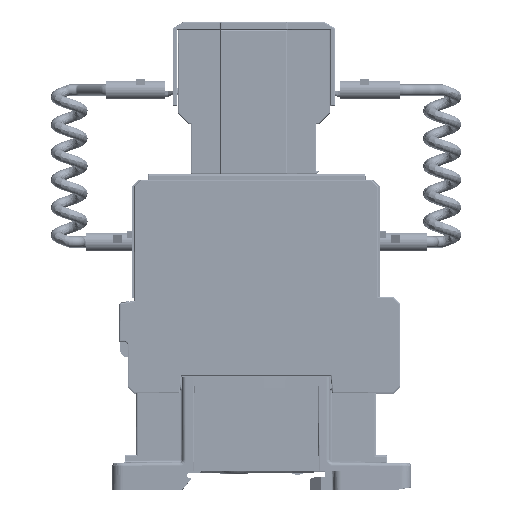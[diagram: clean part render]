
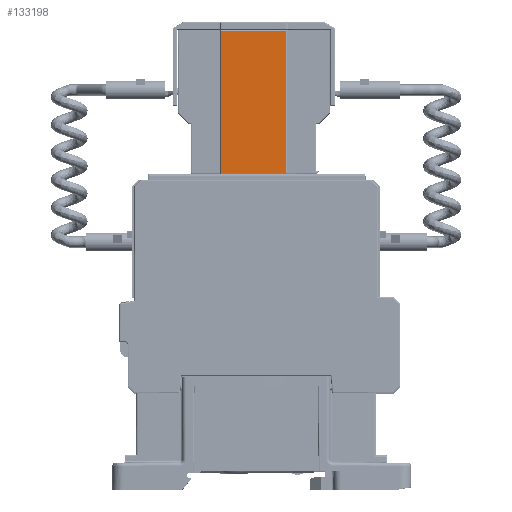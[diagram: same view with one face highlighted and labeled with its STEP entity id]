
A CAD part, top view. The second image highlights one B-rep face of the part: STEP entity #133198.
In plain terms, the highlighted planar face has unit normal (0, 0, 1).
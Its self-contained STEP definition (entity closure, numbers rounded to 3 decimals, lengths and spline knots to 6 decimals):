
#106512=DIRECTION('',(1.,0.,0.));
#106513=VECTOR('',#106512,0.0175);
#106514=CARTESIAN_POINT('',(0.085055,0.005302,
-0.064645));
#106515=LINE('',#106514,#106513);
#106516=DIRECTION('',(0.,-1.,0.));
#106517=VECTOR('',#106516,0.0384);
#106518=CARTESIAN_POINT('',(0.085055,0.043702,
-0.064645));
#106519=LINE('',#106518,#106517);
#106520=CARTESIAN_POINT('',(0.085055,0.005302,
-0.064645));
#106533=CARTESIAN_POINT('',(0.085055,0.043702,
-0.064645));
#106553=CARTESIAN_POINT('',(0.102555,0.043702,
-0.064645));
#106555=DIRECTION('',(-1.,0.,0.));
#106556=VECTOR('',#106555,0.0175);
#106557=CARTESIAN_POINT('',(0.102555,0.043702,
-0.064645));
#106558=LINE('',#106557,#106556);
#106559=DIRECTION('',(0.,1.,0.));
#106560=VECTOR('',#106559,0.0384);
#106561=CARTESIAN_POINT('',(0.102555,0.005302,
-0.064645));
#106562=LINE('',#106561,#106560);
#118374=CARTESIAN_POINT('',(0.102555,0.005302,
-0.064645));
#118375=VERTEX_POINT('',#118374);
#118376=VERTEX_POINT('',#106520);
#118377=VERTEX_POINT('',#106533);
#118378=VERTEX_POINT('',#106553);
#133187=CARTESIAN_POINT('',(0.084755,0.005002,
-0.064645));
#133188=DIRECTION('',(0.,0.,-1.));
#133189=DIRECTION('',(1.,0.,0.));
#133190=AXIS2_PLACEMENT_3D('',#133187,#133188,#133189);
#133191=PLANE('',#133190);
#133192=ORIENTED_EDGE('',*,*,#133130,.F.);
#133193=ORIENTED_EDGE('',*,*,#133154,.F.);
#133194=ORIENTED_EDGE('',*,*,#133171,.F.);
#133195=ORIENTED_EDGE('',*,*,#133110,.F.);
#133196=EDGE_LOOP('',(#133192,#133193,#133194,#133195));
#133197=FACE_OUTER_BOUND('',#133196,.F.);
#133110=EDGE_CURVE('',#118376,#118375,#106515,.T.);
#133130=EDGE_CURVE('',#118377,#118376,#106519,.T.);
#133154=EDGE_CURVE('',#118378,#118377,#106558,.T.);
#133171=EDGE_CURVE('',#118375,#118378,#106562,.T.);
#133198=ADVANCED_FACE('',(#133197),#133191,.F.);
